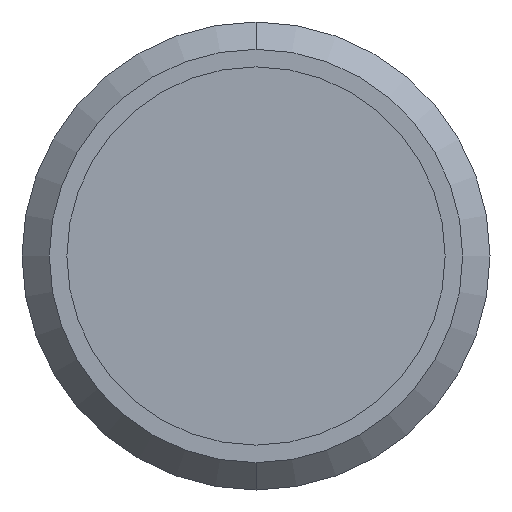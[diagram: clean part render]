
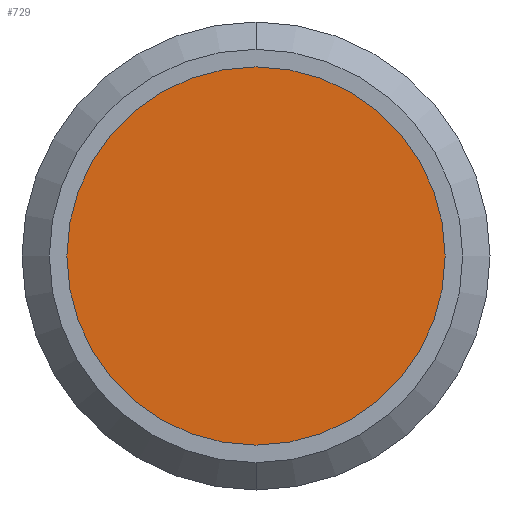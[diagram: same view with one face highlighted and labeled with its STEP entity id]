
A CAD part, front view. The second image highlights one B-rep face of the part: STEP entity #729.
In plain terms, the highlighted planar face has unit normal (0, -1, 0).
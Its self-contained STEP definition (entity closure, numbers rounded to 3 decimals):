
#729=ADVANCED_FACE('',(#1373),#1374,.T.);
#1373=FACE_OUTER_BOUND('',#2024,.T.);
#1374=PLANE('',#2025);
#2024=EDGE_LOOP('',(#3570,#3571));
#2025=AXIS2_PLACEMENT_3D('',#3572,#3573,#3574);
#3570=ORIENTED_EDGE('',*,*,#4147,.T.);
#3571=ORIENTED_EDGE('',*,*,#4160,.T.);
#3572=CARTESIAN_POINT('',(0.0,-0.01,2.425));
#3573=DIRECTION('',(0.0,-1.0,0.0));
#3574=DIRECTION('',(0.0,0.0,1.0));
#4147=EDGE_CURVE('',#4933,#4937,#4939,.T.);
#4160=EDGE_CURVE('',#4937,#4933,#4956,.T.);
#4933=VERTEX_POINT('',#6217);
#4937=VERTEX_POINT('',#6222);
#4939=CIRCLE('',#6225,4.85);
#4956=CIRCLE('',#6244,4.85);
#6217=CARTESIAN_POINT('',(0.0,-0.01,4.85));
#6222=CARTESIAN_POINT('',(0.,-0.01,-4.85));
#6225=AXIS2_PLACEMENT_3D('',#6994,#6995,#6996);
#6244=AXIS2_PLACEMENT_3D('',#7014,#7015,#7016);
#6994=CARTESIAN_POINT('',(0.0,-0.01,0.0));
#6995=DIRECTION('',(0.0,-1.0,0.0));
#6996=DIRECTION('',(0.0,0.0,1.0));
#7014=CARTESIAN_POINT('',(0.0,-0.01,0.0));
#7015=DIRECTION('',(0.0,-1.0,0.0));
#7016=DIRECTION('',(0.0,0.0,1.0));
